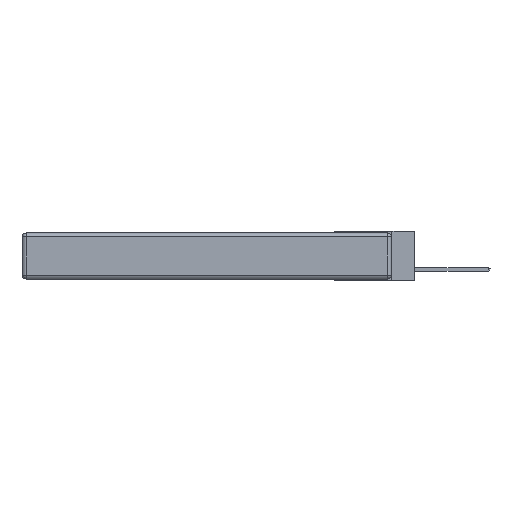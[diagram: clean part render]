
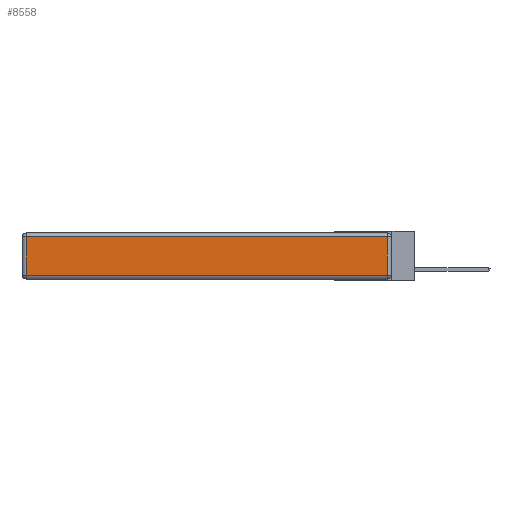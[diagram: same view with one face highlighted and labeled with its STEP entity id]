
A CAD part, left-side view. The second image highlights one B-rep face of the part: STEP entity #8558.
In plain terms, the highlighted planar face has unit normal (-1, 0, 0).
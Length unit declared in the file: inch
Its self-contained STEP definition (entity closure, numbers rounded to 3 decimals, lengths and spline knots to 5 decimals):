
#579 = CARTESIAN_POINT ( 'NONE',  ( 0., 0., -0.313 ) ) ;
#2963 = VERTEX_POINT ( 'NONE', #21163 ) ;
#3483 = CARTESIAN_POINT ( 'NONE',  ( 0., 0., -0.343 ) ) ;
#3792 = ORIENTED_EDGE ( 'NONE', *, *, #8803, .T. ) ;
#4100 = CARTESIAN_POINT ( 'NONE',  ( 0., 0.03, -0.343 ) ) ;
#4885 = ORIENTED_EDGE ( 'NONE', *, *, #15262, .T. ) ;
#5088 = PLANE ( 'NONE',  #10297 ) ;
#5182 = CARTESIAN_POINT ( 'NONE',  ( 0., 0.03, -0.03 ) ) ;
#6318 = VERTEX_POINT ( 'NONE', #5182 ) ;
#7698 = DIRECTION ( 'NONE',  ( 0., 0., 1. ) ) ;
#8510 = CARTESIAN_POINT ( 'NONE',  ( 0., 2.75, -0.03 ) ) ;
#8550 = DIRECTION ( 'NONE',  ( 0., 0., 1. ) ) ;
#8558 = ADVANCED_FACE ( 'NONE', ( #11037 ), #5088, .T. ) ;
#8803 = EDGE_CURVE ( 'NONE', #2963, #9882, #13377, .T. ) ;
#8813 = VERTEX_POINT ( 'NONE', #17813 ) ;
#8842 = VECTOR ( 'NONE', #10767, 39.37008 ) ;
#9268 = DIRECTION ( 'NONE',  ( 0., -1., 0. ) ) ;
#9281 = EDGE_CURVE ( 'NONE', #6318, #8813, #20481, .T. ) ;
#9362 = LINE ( 'NONE', #11065, #8842 ) ;
#9882 = VERTEX_POINT ( 'NONE', #15668 ) ;
#10127 = DIRECTION ( 'NONE',  ( 0., 1., 0. ) ) ;
#10297 = AXIS2_PLACEMENT_3D ( 'NONE', #3483, #18582, #8550 ) ;
#10314 = EDGE_CURVE ( 'NONE', #9882, #6318, #13573, .T. ) ;
#10767 = DIRECTION ( 'NONE',  ( 0., 0., -1. ) ) ;
#11037 = FACE_OUTER_BOUND ( 'NONE', #18292, .T. ) ;
#11065 = CARTESIAN_POINT ( 'NONE',  ( 0., 2.72, -0.343 ) ) ;
#11457 = VECTOR ( 'NONE', #7698, 39.37008 ) ;
#11539 = ORIENTED_EDGE ( 'NONE', *, *, #10314, .T. ) ;
#13377 = LINE ( 'NONE', #579, #14968 ) ;
#13573 = LINE ( 'NONE', #4100, #11457 ) ;
#14968 = VECTOR ( 'NONE', #9268, 39.37008 ) ;
#15262 = EDGE_CURVE ( 'NONE', #8813, #2963, #9362, .T. ) ;
#15668 = CARTESIAN_POINT ( 'NONE',  ( 0., 0.03, -0.313 ) ) ;
#17813 = CARTESIAN_POINT ( 'NONE',  ( 0., 2.72, -0.03 ) ) ;
#17849 = VECTOR ( 'NONE', #10127, 39.37008 ) ;
#18292 = EDGE_LOOP ( 'NONE', ( #3792, #11539, #20658, #4885 ) ) ;
#18582 = DIRECTION ( 'NONE',  ( -1., 0., 0. ) ) ;
#20481 = LINE ( 'NONE', #8510, #17849 ) ;
#20658 = ORIENTED_EDGE ( 'NONE', *, *, #9281, .T. ) ;
#21163 = CARTESIAN_POINT ( 'NONE',  ( 0., 2.72, -0.313 ) ) ;
